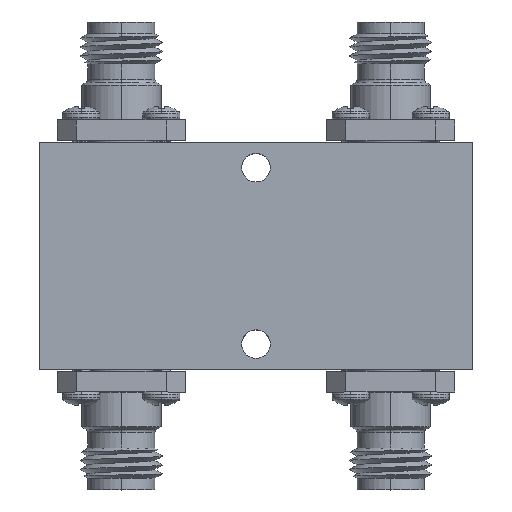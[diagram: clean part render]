
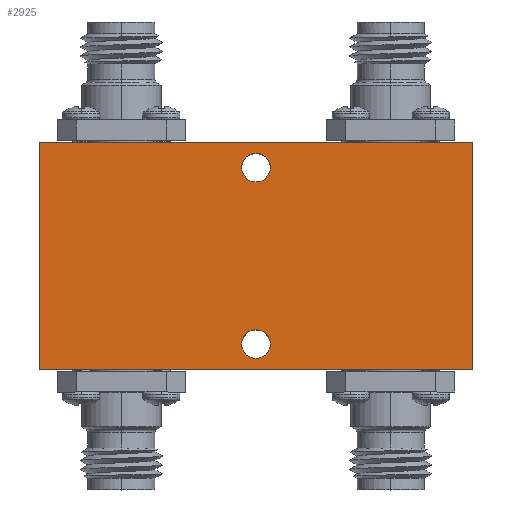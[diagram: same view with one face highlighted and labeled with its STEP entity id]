
A CAD part, top view. The second image highlights one B-rep face of the part: STEP entity #2925.
In plain terms, the highlighted planar face has unit normal (0, 0, 1).
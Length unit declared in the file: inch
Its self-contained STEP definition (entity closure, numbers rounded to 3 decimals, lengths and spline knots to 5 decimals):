
#14 = VERTEX_POINT ( 'NONE', #8363 ) ;
#76 = VERTEX_POINT ( 'NONE', #5316 ) ;
#248 = LINE ( 'NONE', #8276, #286 ) ;
#286 = VECTOR ( 'NONE', #550, 39.37008 ) ;
#516 = FACE_BOUND ( 'NONE', #8267, .T. ) ;
#550 = DIRECTION ( 'NONE',  ( 0., -1., 0. ) ) ;
#560 = CIRCLE ( 'NONE', #7129, 0.0445 ) ;
#770 = DIRECTION ( 'NONE',  ( 0., 0., 1. ) ) ;
#786 = EDGE_CURVE ( 'NONE', #6096, #1445, #3901, .T. ) ;
#790 = CARTESIAN_POINT ( 'NONE',  ( 0., 0.275, 0.43307 ) ) ;
#1095 = ORIENTED_EDGE ( 'NONE', *, *, #5398, .T. ) ;
#1343 = CARTESIAN_POINT ( 'NONE',  ( 0., -0.275, 0.43307 ) ) ;
#1445 = VERTEX_POINT ( 'NONE', #8422 ) ;
#1540 = ORIENTED_EDGE ( 'NONE', *, *, #8146, .F. ) ;
#1698 = DIRECTION ( 'NONE',  ( 0., 0., 1. ) ) ;
#1846 = DIRECTION ( 'NONE',  ( 0., 1., 0. ) ) ;
#1962 = AXIS2_PLACEMENT_3D ( 'NONE', #2370, #6436, #2241 ) ;
#2065 = EDGE_LOOP ( 'NONE', ( #2566, #1095, #6598, #7477 ) ) ;
#2241 = DIRECTION ( 'NONE',  ( 1., 0., 0. ) ) ;
#2343 = CARTESIAN_POINT ( 'NONE',  ( 0.6752, -0.35433, 0.43307 ) ) ;
#2370 = CARTESIAN_POINT ( 'NONE',  ( 0., 0.275, 0.43307 ) ) ;
#2540 = DIRECTION ( 'NONE',  ( 1., 0., 0. ) ) ;
#2566 = ORIENTED_EDGE ( 'NONE', *, *, #3876, .T. ) ;
#2577 = DIRECTION ( 'NONE',  ( -1., 0., 0. ) ) ;
#2663 = EDGE_CURVE ( 'NONE', #8273, #3256, #560, .T. ) ;
#2672 = CIRCLE ( 'NONE', #1962, 0.0445 ) ;
#2678 = DIRECTION ( 'NONE',  ( 0., 0., 1. ) ) ;
#2925 = ADVANCED_FACE ( 'NONE', ( #4317, #516, #3181 ), #8536, .T. ) ;
#3160 = CARTESIAN_POINT ( 'NONE',  ( 0.6752, -0.35433, 0.43307 ) ) ;
#3181 = FACE_OUTER_BOUND ( 'NONE', #2065, .T. ) ;
#3256 = VERTEX_POINT ( 'NONE', #7337 ) ;
#3550 = EDGE_CURVE ( 'NONE', #5717, #6135, #2672, .T. ) ;
#3732 = LINE ( 'NONE', #2343, #5607 ) ;
#3876 = EDGE_CURVE ( 'NONE', #14, #76, #248, .T. ) ;
#3900 = ORIENTED_EDGE ( 'NONE', *, *, #3550, .F. ) ;
#3901 = LINE ( 'NONE', #3160, #5431 ) ;
#3963 = CARTESIAN_POINT ( 'NONE',  ( 0.6752, 0.35433, 0.43307 ) ) ;
#4173 = DIRECTION ( 'NONE',  ( 1., 0., 0. ) ) ;
#4205 = CIRCLE ( 'NONE', #4479, 0.0445 ) ;
#4234 = VECTOR ( 'NONE', #2577, 39.37008 ) ;
#4317 = FACE_BOUND ( 'NONE', #5414, .T. ) ;
#4479 = AXIS2_PLACEMENT_3D ( 'NONE', #1343, #770, #4173 ) ;
#4498 = DIRECTION ( 'NONE',  ( 0., 0., 1. ) ) ;
#5316 = CARTESIAN_POINT ( 'NONE',  ( -0.6752, -0.35433, 0.43307 ) ) ;
#5398 = EDGE_CURVE ( 'NONE', #76, #6096, #3732, .T. ) ;
#5414 = EDGE_LOOP ( 'NONE', ( #3900, #8588 ) ) ;
#5431 = VECTOR ( 'NONE', #1846, 39.37008 ) ;
#5607 = VECTOR ( 'NONE', #8387, 39.37008 ) ;
#5616 = CARTESIAN_POINT ( 'NONE',  ( 0., -0.275, 0.43307 ) ) ;
#5694 = CARTESIAN_POINT ( 'NONE',  ( 0.0445, -0.275, 0.43307 ) ) ;
#5717 = VERTEX_POINT ( 'NONE', #7429 ) ;
#6081 = DIRECTION ( 'NONE',  ( 1., 0., 0. ) ) ;
#6096 = VERTEX_POINT ( 'NONE', #7893 ) ;
#6135 = VERTEX_POINT ( 'NONE', #7103 ) ;
#6427 = CARTESIAN_POINT ( 'NONE',  ( 0., 0., 0.43307 ) ) ;
#6436 = DIRECTION ( 'NONE',  ( 0., 0., 1. ) ) ;
#6465 = LINE ( 'NONE', #3963, #4234 ) ;
#6527 = DIRECTION ( 'NONE',  ( 1., 0., 0. ) ) ;
#6598 = ORIENTED_EDGE ( 'NONE', *, *, #786, .T. ) ;
#7103 = CARTESIAN_POINT ( 'NONE',  ( -0.0445, 0.275, 0.43307 ) ) ;
#7115 = ORIENTED_EDGE ( 'NONE', *, *, #2663, .F. ) ;
#7117 = EDGE_CURVE ( 'NONE', #1445, #14, #6465, .T. ) ;
#7129 = AXIS2_PLACEMENT_3D ( 'NONE', #5616, #4498, #6527 ) ;
#7309 = CIRCLE ( 'NONE', #7997, 0.0445 ) ;
#7337 = CARTESIAN_POINT ( 'NONE',  ( -0.0445, -0.275, 0.43307 ) ) ;
#7428 = AXIS2_PLACEMENT_3D ( 'NONE', #6427, #1698, #2540 ) ;
#7429 = CARTESIAN_POINT ( 'NONE',  ( 0.0445, 0.275, 0.43307 ) ) ;
#7477 = ORIENTED_EDGE ( 'NONE', *, *, #7117, .T. ) ;
#7893 = CARTESIAN_POINT ( 'NONE',  ( 0.6752, -0.35433, 0.43307 ) ) ;
#7997 = AXIS2_PLACEMENT_3D ( 'NONE', #790, #2678, #6081 ) ;
#8146 = EDGE_CURVE ( 'NONE', #3256, #8273, #4205, .T. ) ;
#8267 = EDGE_LOOP ( 'NONE', ( #7115, #1540 ) ) ;
#8273 = VERTEX_POINT ( 'NONE', #5694 ) ;
#8276 = CARTESIAN_POINT ( 'NONE',  ( -0.6752, -0.35433, 0.43307 ) ) ;
#8363 = CARTESIAN_POINT ( 'NONE',  ( -0.6752, 0.35433, 0.43307 ) ) ;
#8387 = DIRECTION ( 'NONE',  ( 1., 0., 0. ) ) ;
#8422 = CARTESIAN_POINT ( 'NONE',  ( 0.6752, 0.35433, 0.43307 ) ) ;
#8509 = EDGE_CURVE ( 'NONE', #6135, #5717, #7309, .T. ) ;
#8536 = PLANE ( 'NONE',  #7428 ) ;
#8588 = ORIENTED_EDGE ( 'NONE', *, *, #8509, .F. ) ;
